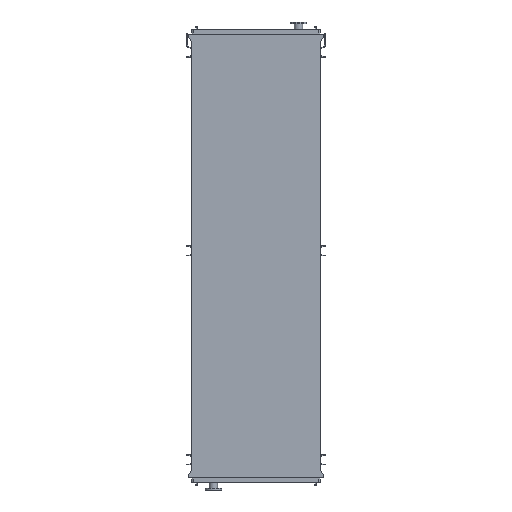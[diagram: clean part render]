
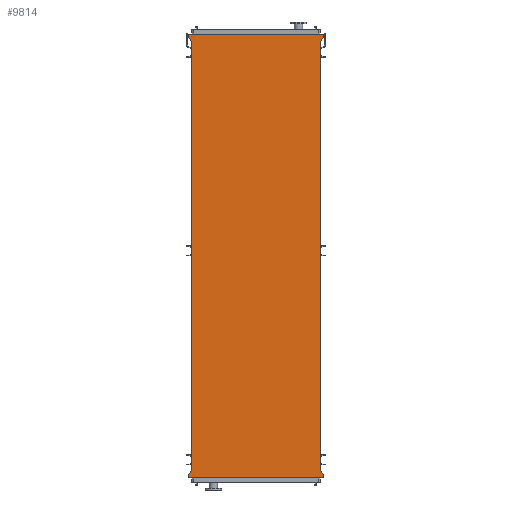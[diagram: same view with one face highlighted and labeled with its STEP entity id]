
A CAD part, front view. The second image highlights one B-rep face of the part: STEP entity #9814.
In plain terms, the highlighted planar face has unit normal (0, -1, 0).
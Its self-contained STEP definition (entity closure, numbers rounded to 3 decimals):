
#459 = VECTOR ( 'NONE', #18113, 1000. ) ;
#526 = CARTESIAN_POINT ( 'NONE',  ( 891., 0., -5745. ) ) ;
#561 = DIRECTION ( 'NONE',  ( -1., 0., 0. ) ) ;
#640 = ORIENTED_EDGE ( 'NONE', *, *, #15345, .F. ) ;
#692 = VERTEX_POINT ( 'NONE', #15533 ) ;
#784 = LINE ( 'NONE', #16266, #18304 ) ;
#1194 = LINE ( 'NONE', #13782, #5922 ) ;
#1324 = ORIENTED_EDGE ( 'NONE', *, *, #7335, .F. ) ;
#1983 = ORIENTED_EDGE ( 'NONE', *, *, #8916, .F. ) ;
#2085 = FACE_OUTER_BOUND ( 'NONE', #19752, .T. ) ;
#2229 = VERTEX_POINT ( 'NONE', #5018 ) ;
#2881 = EDGE_CURVE ( 'NONE', #10300, #10170, #10567, .T. ) ;
#3266 = ORIENTED_EDGE ( 'NONE', *, *, #14146, .F. ) ;
#3552 = CARTESIAN_POINT ( 'NONE',  ( -891., 0., 95. ) ) ;
#3558 = DIRECTION ( 'NONE',  ( 1., 0., 0. ) ) ;
#3642 = DIRECTION ( 'NONE',  ( 0., 0., 1. ) ) ;
#3893 = ORIENTED_EDGE ( 'NONE', *, *, #2881, .F. ) ;
#4256 = CARTESIAN_POINT ( 'NONE',  ( -891., 0., 53. ) ) ;
#4397 = DIRECTION ( 'NONE',  ( 0., 0., -1. ) ) ;
#4480 = CARTESIAN_POINT ( 'NONE',  ( 891., 0., -5703. ) ) ;
#4586 = VERTEX_POINT ( 'NONE', #4256 ) ;
#4732 = AXIS2_PLACEMENT_3D ( 'NONE', #11708, #9883, #9882 ) ;
#4899 = CARTESIAN_POINT ( 'NONE',  ( 891., 0., 95. ) ) ;
#4955 = CARTESIAN_POINT ( 'NONE',  ( 891., 0., -5703. ) ) ;
#5018 = CARTESIAN_POINT ( 'NONE',  ( -845., 0., -5650. ) ) ;
#5680 = LINE ( 'NONE', #13017, #9896 ) ;
#5738 = LINE ( 'NONE', #526, #14221 ) ;
#5760 = EDGE_CURVE ( 'NONE', #19092, #16209, #5680, .T. ) ;
#5889 = EDGE_CURVE ( 'NONE', #18711, #10300, #13211, .T. ) ;
#5922 = VECTOR ( 'NONE', #13215, 1000. ) ;
#5938 = CARTESIAN_POINT ( 'NONE',  ( 891., 0., -5745. ) ) ;
#6940 = CARTESIAN_POINT ( 'NONE',  ( 891., 0., 53. ) ) ;
#7101 = VECTOR ( 'NONE', #16620, 1000. ) ;
#7335 = EDGE_CURVE ( 'NONE', #4586, #12625, #1194, .T. ) ;
#8289 = VECTOR ( 'NONE', #11996, 1000. ) ;
#8916 = EDGE_CURVE ( 'NONE', #20785, #4586, #18523, .T. ) ;
#9232 = EDGE_CURVE ( 'NONE', #2229, #20785, #784, .T. ) ;
#9779 = CARTESIAN_POINT ( 'NONE',  ( -891., 0., -5745. ) ) ;
#9814 = ADVANCED_FACE ( 'NONE', ( #2085 ), #9929, .T. ) ;
#9882 = DIRECTION ( 'NONE',  ( 0., 0., -1. ) ) ;
#9883 = DIRECTION ( 'NONE',  ( 0., -1., 0. ) ) ;
#9896 = VECTOR ( 'NONE', #12976, 1000. ) ;
#9911 = LINE ( 'NONE', #21005, #20649 ) ;
#9929 = PLANE ( 'NONE',  #4732 ) ;
#10090 = VECTOR ( 'NONE', #3642, 1000. ) ;
#10170 = VERTEX_POINT ( 'NONE', #5938 ) ;
#10273 = VERTEX_POINT ( 'NONE', #4899 ) ;
#10300 = VERTEX_POINT ( 'NONE', #4955 ) ;
#10567 = LINE ( 'NONE', #4480, #14776 ) ;
#11576 = CARTESIAN_POINT ( 'NONE',  ( 845., 0., -5650. ) ) ;
#11708 = CARTESIAN_POINT ( 'NONE',  ( -845., 0., -5650. ) ) ;
#11768 = ORIENTED_EDGE ( 'NONE', *, *, #9232, .F. ) ;
#11974 = EDGE_CURVE ( 'NONE', #12625, #10273, #13046, .T. ) ;
#11996 = DIRECTION ( 'NONE',  ( 0.655, 0., -0.755 ) ) ;
#12198 = LINE ( 'NONE', #21266, #7101 ) ;
#12287 = ORIENTED_EDGE ( 'NONE', *, *, #15366, .F. ) ;
#12625 = VERTEX_POINT ( 'NONE', #12684 ) ;
#12684 = CARTESIAN_POINT ( 'NONE',  ( -891., 0., 95. ) ) ;
#12976 = DIRECTION ( 'NONE',  ( -0.655, 0., -0.755 ) ) ;
#13017 = CARTESIAN_POINT ( 'NONE',  ( 891., 0., 53. ) ) ;
#13046 = LINE ( 'NONE', #3552, #20086 ) ;
#13211 = LINE ( 'NONE', #11576, #8289 ) ;
#13215 = DIRECTION ( 'NONE',  ( 0., 0., 1. ) ) ;
#13782 = CARTESIAN_POINT ( 'NONE',  ( -891., 0., 53. ) ) ;
#14116 = CARTESIAN_POINT ( 'NONE',  ( 845., 0., -5650. ) ) ;
#14146 = EDGE_CURVE ( 'NONE', #10170, #14687, #5738, .T. ) ;
#14221 = VECTOR ( 'NONE', #561, 1000. ) ;
#14687 = VERTEX_POINT ( 'NONE', #9779 ) ;
#14776 = VECTOR ( 'NONE', #4397, 1000. ) ;
#14923 = ORIENTED_EDGE ( 'NONE', *, *, #11974, .F. ) ;
#15345 = EDGE_CURVE ( 'NONE', #10273, #19092, #21072, .T. ) ;
#15366 = EDGE_CURVE ( 'NONE', #692, #2229, #9911, .T. ) ;
#15533 = CARTESIAN_POINT ( 'NONE',  ( -891., 0., -5703. ) ) ;
#15571 = CARTESIAN_POINT ( 'NONE',  ( 891., 0., 95. ) ) ;
#15753 = CARTESIAN_POINT ( 'NONE',  ( 845., 0., 0. ) ) ;
#16201 = DIRECTION ( 'NONE',  ( 0., 0., 1. ) ) ;
#16209 = VERTEX_POINT ( 'NONE', #15753 ) ;
#16266 = CARTESIAN_POINT ( 'NONE',  ( -845., 0., -5650. ) ) ;
#16620 = DIRECTION ( 'NONE',  ( 0., 0., 1. ) ) ;
#17081 = EDGE_CURVE ( 'NONE', #14687, #692, #12198, .T. ) ;
#17179 = ORIENTED_EDGE ( 'NONE', *, *, #5889, .F. ) ;
#17551 = VECTOR ( 'NONE', #19684, 1000. ) ;
#18063 = EDGE_CURVE ( 'NONE', #18711, #16209, #20799, .T. ) ;
#18113 = DIRECTION ( 'NONE',  ( -0.655, 0., 0.755 ) ) ;
#18134 = CARTESIAN_POINT ( 'NONE',  ( -845., 0., 0. ) ) ;
#18221 = ORIENTED_EDGE ( 'NONE', *, *, #5760, .F. ) ;
#18304 = VECTOR ( 'NONE', #16201, 1000. ) ;
#18523 = LINE ( 'NONE', #18134, #459 ) ;
#18711 = VERTEX_POINT ( 'NONE', #18905 ) ;
#18905 = CARTESIAN_POINT ( 'NONE',  ( 845., 0., -5650. ) ) ;
#19092 = VERTEX_POINT ( 'NONE', #6940 ) ;
#19684 = DIRECTION ( 'NONE',  ( 0., 0., -1. ) ) ;
#19752 = EDGE_LOOP ( 'NONE', ( #21299, #18221, #640, #14923, #1324, #1983, #11768, #12287, #19876, #3266, #3893, #17179 ) ) ;
#19876 = ORIENTED_EDGE ( 'NONE', *, *, #17081, .F. ) ;
#20086 = VECTOR ( 'NONE', #3558, 1000. ) ;
#20649 = VECTOR ( 'NONE', #20940, 1000. ) ;
#20785 = VERTEX_POINT ( 'NONE', #20970 ) ;
#20799 = LINE ( 'NONE', #14116, #10090 ) ;
#20940 = DIRECTION ( 'NONE',  ( 0.655, 0., 0.755 ) ) ;
#20970 = CARTESIAN_POINT ( 'NONE',  ( -845., 0., 0. ) ) ;
#21005 = CARTESIAN_POINT ( 'NONE',  ( -891., 0., -5703. ) ) ;
#21072 = LINE ( 'NONE', #15571, #17551 ) ;
#21266 = CARTESIAN_POINT ( 'NONE',  ( -891., 0., -5745. ) ) ;
#21299 = ORIENTED_EDGE ( 'NONE', *, *, #18063, .T. ) ;
